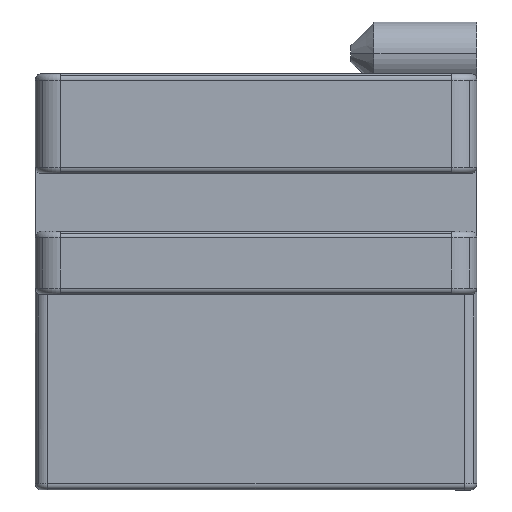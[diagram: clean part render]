
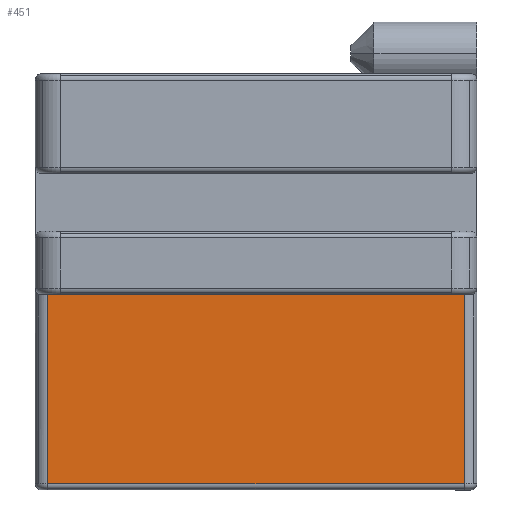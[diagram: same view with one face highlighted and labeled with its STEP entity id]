
A CAD part, left-side view. The second image highlights one B-rep face of the part: STEP entity #451.
In plain terms, the highlighted planar face has unit normal (-1, 0, 0).
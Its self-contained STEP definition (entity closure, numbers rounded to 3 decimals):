
#451=ADVANCED_FACE('',(#941),#942,.F.);
#941=FACE_OUTER_BOUND('',#1788,.T.);
#942=PLANE('',#1789);
#1788=EDGE_LOOP('',(#3035,#3036,#3037,#3038));
#1789=AXIS2_PLACEMENT_3D('',#3039,#3040,#3041);
#3035=ORIENTED_EDGE('',*,*,#3656,.F.);
#3036=ORIENTED_EDGE('',*,*,#3520,.F.);
#3037=ORIENTED_EDGE('',*,*,#3971,.F.);
#3038=ORIENTED_EDGE('',*,*,#3625,.F.);
#3039=CARTESIAN_POINT('',(7.1,35.0,0.));
#3040=DIRECTION('',(1.0,0.0,0.0));
#3041=DIRECTION('',(0.0,0.0,-1.0));
#3520=EDGE_CURVE('',#4151,#4153,#4154,.T.);
#3625=EDGE_CURVE('',#4326,#4328,#4329,.T.);
#3656=EDGE_CURVE('',#4153,#4326,#4383,.T.);
#3971=EDGE_CURVE('',#4328,#4151,#4824,.F.);
#4151=VERTEX_POINT('',#5056);
#4153=VERTEX_POINT('',#5058);
#4154=LINE('',#5059,#5060);
#4326=VERTEX_POINT('',#5291);
#4328=VERTEX_POINT('',#5293);
#4329=LINE('',#5294,#5295);
#4383=LINE('',#5371,#5372);
#4824=LINE('',#5950,#5951);
#5056=CARTESIAN_POINT('',(7.1,1.0,-5.0));
#5058=CARTESIAN_POINT('',(7.1,1.0,-20.));
#5059=CARTESIAN_POINT('',(7.1,1.0,-2.));
#5060=VECTOR('',#6146,1.0);
#5291=CARTESIAN_POINT('',(7.1,34.0,-20.0));
#5293=CARTESIAN_POINT('',(7.1,34.0,-5.0));
#5294=CARTESIAN_POINT('',(7.1,34.0,6.25));
#5295=VECTOR('',#6316,1.0);
#5371=CARTESIAN_POINT('',(7.1,35.0,-20.0));
#5372=VECTOR('',#6364,1.0);
#5950=CARTESIAN_POINT('',(7.1,0.0,-5.0));
#5951=VECTOR('',#6844,1.0);
#6146=DIRECTION('',(0.0,0.0,-1.0));
#6316=DIRECTION('',(0.0,0.0,1.0));
#6364=DIRECTION('',(0.0,1.0,0.0));
#6844=DIRECTION('',(0.0,1.0,0.0));
